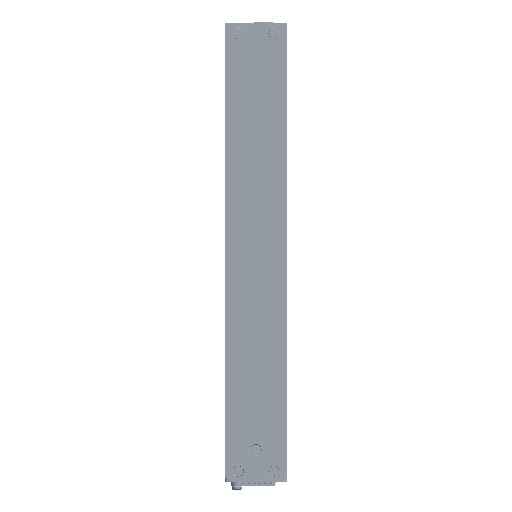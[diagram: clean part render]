
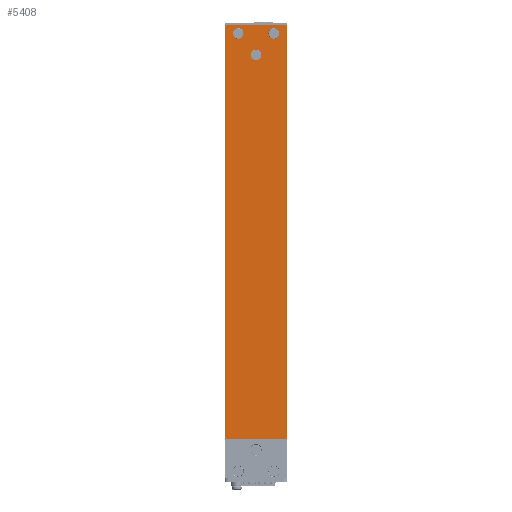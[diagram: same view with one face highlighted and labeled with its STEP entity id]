
A CAD part, left-side view. The second image highlights one B-rep face of the part: STEP entity #5408.
In plain terms, the highlighted face is planar.
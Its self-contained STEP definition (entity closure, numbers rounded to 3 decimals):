
#5053=DIRECTION('',(-1.,0.,0.));
#5054=VECTOR('',#5053,319.3);
#5055=CARTESIAN_POINT('',(274.328,18.815,2.5));
#5056=LINE('',#5055,#5054);
#5061=DIRECTION('',(0.,1.,0.));
#5062=VECTOR('',#5061,44.);
#5063=CARTESIAN_POINT('',(274.328,-25.185,2.5));
#5064=LINE('',#5063,#5062);
#5073=DIRECTION('',(0.,1.,0.));
#5074=VECTOR('',#5073,44.);
#5075=CARTESIAN_POINT('',(-44.972,-25.185,2.5));
#5076=LINE('',#5075,#5074);
#5077=DIRECTION('',(-1.,0.,0.));
#5078=VECTOR('',#5077,319.3);
#5079=CARTESIAN_POINT('',(274.328,-25.185,2.5));
#5080=LINE('',#5079,#5078);
#5081=CARTESIAN_POINT('',(-39.072,9.315,2.5));
#5082=DIRECTION('',(0.,0.,1.));
#5083=DIRECTION('',(1.,0.,0.));
#5084=AXIS2_PLACEMENT_3D('',#5081,#5082,#5083);
#5086=CARTESIAN_POINT('',(-39.072,9.315,2.5));
#5087=DIRECTION('',(0.,0.,1.));
#5088=DIRECTION('',(-1.,0.,0.));
#5089=AXIS2_PLACEMENT_3D('',#5086,#5087,#5088);
#5091=CARTESIAN_POINT('',(-39.072,-15.685,2.5));
#5092=DIRECTION('',(0.,0.,1.));
#5093=DIRECTION('',(1.,0.,0.));
#5094=AXIS2_PLACEMENT_3D('',#5091,#5092,#5093);
#5096=CARTESIAN_POINT('',(-39.072,-15.685,2.5));
#5097=DIRECTION('',(0.,0.,1.));
#5098=DIRECTION('',(-1.,0.,0.));
#5099=AXIS2_PLACEMENT_3D('',#5096,#5097,#5098);
#5101=CARTESIAN_POINT('',(-24.072,-3.185,2.5));
#5102=DIRECTION('',(0.,0.,1.));
#5103=DIRECTION('',(1.,0.,0.));
#5104=AXIS2_PLACEMENT_3D('',#5101,#5102,#5103);
#5106=CARTESIAN_POINT('',(-24.072,-3.185,2.5));
#5107=DIRECTION('',(0.,0.,1.));
#5108=DIRECTION('',(-1.,0.,0.));
#5109=AXIS2_PLACEMENT_3D('',#5106,#5107,#5108);
#5111=CARTESIAN_POINT('',(268.428,-15.685,2.5));
#5112=DIRECTION('',(0.,0.,1.));
#5113=DIRECTION('',(1.,0.,0.));
#5114=AXIS2_PLACEMENT_3D('',#5111,#5112,#5113);
#5116=CARTESIAN_POINT('',(268.428,-15.685,2.5));
#5117=DIRECTION('',(0.,0.,1.));
#5118=DIRECTION('',(-1.,0.,0.));
#5119=AXIS2_PLACEMENT_3D('',#5116,#5117,#5118);
#5121=CARTESIAN_POINT('',(253.428,-3.185,2.5));
#5122=DIRECTION('',(0.,0.,1.));
#5123=DIRECTION('',(1.,0.,0.));
#5124=AXIS2_PLACEMENT_3D('',#5121,#5122,#5123);
#5126=CARTESIAN_POINT('',(253.428,-3.185,2.5));
#5127=DIRECTION('',(0.,0.,1.));
#5128=DIRECTION('',(-1.,0.,0.));
#5129=AXIS2_PLACEMENT_3D('',#5126,#5127,#5128);
#5131=CARTESIAN_POINT('',(268.428,9.315,2.5));
#5132=DIRECTION('',(0.,0.,1.));
#5133=DIRECTION('',(1.,0.,0.));
#5134=AXIS2_PLACEMENT_3D('',#5131,#5132,#5133);
#5136=CARTESIAN_POINT('',(268.428,9.315,2.5));
#5137=DIRECTION('',(0.,0.,1.));
#5138=DIRECTION('',(-1.,0.,0.));
#5139=AXIS2_PLACEMENT_3D('',#5136,#5137,#5138);
#5221=CARTESIAN_POINT('',(266.428,9.315,2.5));
#5222=VERTEX_POINT('',#5221);
#5223=CARTESIAN_POINT('',(270.428,9.315,2.5));
#5224=VERTEX_POINT('',#5223);
#5225=CARTESIAN_POINT('',(-44.972,-25.185,2.5));
#5226=CARTESIAN_POINT('',(-44.972,18.815,2.5));
#5227=VERTEX_POINT('',#5225);
#5228=VERTEX_POINT('',#5226);
#5229=CARTESIAN_POINT('',(274.328,18.815,2.5));
#5230=VERTEX_POINT('',#5229);
#5231=CARTESIAN_POINT('',(274.328,-25.185,2.5));
#5232=VERTEX_POINT('',#5231);
#5233=CARTESIAN_POINT('',(-37.072,9.315,2.5));
#5234=CARTESIAN_POINT('',(-41.072,9.315,2.5));
#5235=VERTEX_POINT('',#5233);
#5236=VERTEX_POINT('',#5234);
#5237=CARTESIAN_POINT('',(-37.072,-15.685,2.5));
#5238=CARTESIAN_POINT('',(-41.072,-15.685,2.5));
#5239=VERTEX_POINT('',#5237);
#5240=VERTEX_POINT('',#5238);
#5241=CARTESIAN_POINT('',(-22.072,-3.185,2.5));
#5242=CARTESIAN_POINT('',(-26.072,-3.185,2.5));
#5243=VERTEX_POINT('',#5241);
#5244=VERTEX_POINT('',#5242);
#5245=CARTESIAN_POINT('',(270.428,-15.685,2.5));
#5246=CARTESIAN_POINT('',(266.428,-15.685,2.5));
#5247=VERTEX_POINT('',#5245);
#5248=VERTEX_POINT('',#5246);
#5249=CARTESIAN_POINT('',(255.428,-3.185,2.5));
#5250=CARTESIAN_POINT('',(251.428,-3.185,2.5));
#5251=VERTEX_POINT('',#5249);
#5252=VERTEX_POINT('',#5250);
#5361=CARTESIAN_POINT('',(0.,0.,2.5));
#5362=DIRECTION('',(0.,0.,1.));
#5363=DIRECTION('',(1.,0.,0.));
#5364=AXIS2_PLACEMENT_3D('',#5361,#5362,#5363);
#5365=PLANE('',#5364);
#5366=ORIENTED_EDGE('',*,*,#5313,.T.);
#5367=ORIENTED_EDGE('',*,*,#5329,.F.);
#5368=ORIENTED_EDGE('',*,*,#5342,.F.);
#5369=ORIENTED_EDGE('',*,*,#5354,.T.);
#5370=EDGE_LOOP('',(#5366,#5367,#5368,#5369));
#5371=FACE_OUTER_BOUND('',#5370,.F.);
#5373=ORIENTED_EDGE('',*,*,#5372,.T.);
#5375=ORIENTED_EDGE('',*,*,#5374,.T.);
#5376=EDGE_LOOP('',(#5373,#5375));
#5377=FACE_BOUND('',#5376,.F.);
#5379=ORIENTED_EDGE('',*,*,#5378,.T.);
#5381=ORIENTED_EDGE('',*,*,#5380,.T.);
#5382=EDGE_LOOP('',(#5379,#5381));
#5383=FACE_BOUND('',#5382,.F.);
#5385=ORIENTED_EDGE('',*,*,#5384,.T.);
#5387=ORIENTED_EDGE('',*,*,#5386,.T.);
#5388=EDGE_LOOP('',(#5385,#5387));
#5389=FACE_BOUND('',#5388,.F.);
#5391=ORIENTED_EDGE('',*,*,#5390,.T.);
#5393=ORIENTED_EDGE('',*,*,#5392,.T.);
#5394=EDGE_LOOP('',(#5391,#5393));
#5395=FACE_BOUND('',#5394,.F.);
#5397=ORIENTED_EDGE('',*,*,#5396,.T.);
#5399=ORIENTED_EDGE('',*,*,#5398,.T.);
#5400=EDGE_LOOP('',(#5397,#5399));
#5401=FACE_BOUND('',#5400,.F.);
#5403=ORIENTED_EDGE('',*,*,#5402,.T.);
#5405=ORIENTED_EDGE('',*,*,#5404,.T.);
#5406=EDGE_LOOP('',(#5403,#5405));
#5407=FACE_BOUND('',#5406,.F.);
#5085=CIRCLE('',#5084,2.);
#5090=CIRCLE('',#5089,2.);
#5095=CIRCLE('',#5094,2.);
#5100=CIRCLE('',#5099,2.);
#5105=CIRCLE('',#5104,2.);
#5110=CIRCLE('',#5109,2.);
#5115=CIRCLE('',#5114,2.);
#5120=CIRCLE('',#5119,2.);
#5125=CIRCLE('',#5124,2.);
#5130=CIRCLE('',#5129,2.);
#5135=CIRCLE('',#5134,2.);
#5140=CIRCLE('',#5139,2.);
#5313=EDGE_CURVE('',#5227,#5228,#5076,.T.);
#5329=EDGE_CURVE('',#5230,#5228,#5056,.T.);
#5342=EDGE_CURVE('',#5232,#5230,#5064,.T.);
#5354=EDGE_CURVE('',#5232,#5227,#5080,.T.);
#5372=EDGE_CURVE('',#5235,#5236,#5085,.T.);
#5374=EDGE_CURVE('',#5236,#5235,#5090,.T.);
#5378=EDGE_CURVE('',#5239,#5240,#5095,.T.);
#5380=EDGE_CURVE('',#5240,#5239,#5100,.T.);
#5384=EDGE_CURVE('',#5243,#5244,#5105,.T.);
#5386=EDGE_CURVE('',#5244,#5243,#5110,.T.);
#5390=EDGE_CURVE('',#5247,#5248,#5115,.T.);
#5392=EDGE_CURVE('',#5248,#5247,#5120,.T.);
#5396=EDGE_CURVE('',#5251,#5252,#5125,.T.);
#5398=EDGE_CURVE('',#5252,#5251,#5130,.T.);
#5402=EDGE_CURVE('',#5224,#5222,#5135,.T.);
#5404=EDGE_CURVE('',#5222,#5224,#5140,.T.);
#5408=ADVANCED_FACE('',(#5371,#5377,#5383,#5389,#5395,#5401,#5407),#5365,.T.);
